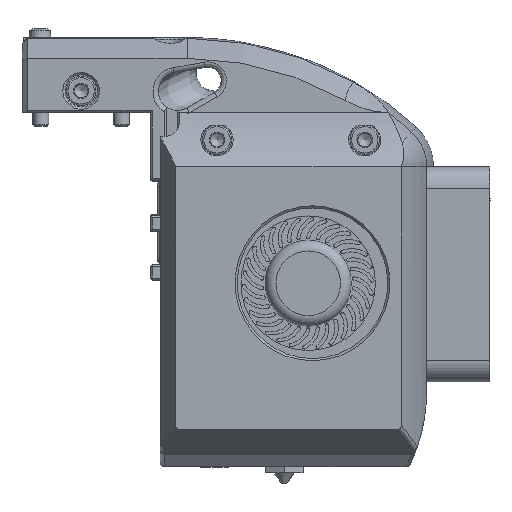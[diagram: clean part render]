
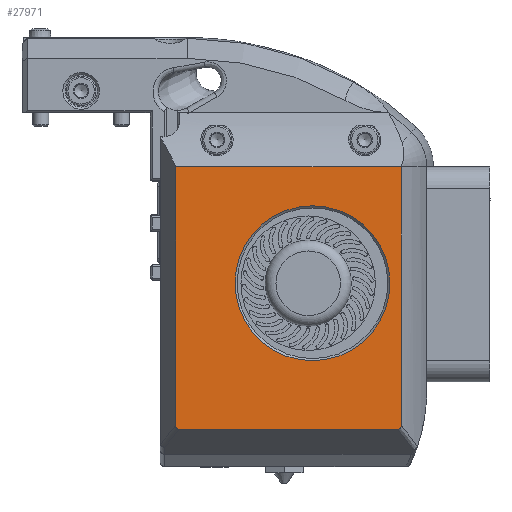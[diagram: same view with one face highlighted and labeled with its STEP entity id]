
A CAD part, left-side view. The second image highlights one B-rep face of the part: STEP entity #27971.
In plain terms, the highlighted planar face has unit normal (-1, 0, 0).
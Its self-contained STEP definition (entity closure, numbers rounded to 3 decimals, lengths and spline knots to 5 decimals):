
#212=ELLIPSE('',#30221,0.00108,0.0008);
#1453=B_SPLINE_CURVE_WITH_KNOTS('',3,(#48755,#48756,#48757,#48758,#48759),
 .UNSPECIFIED.,.F.,.F.,(4,1,4),(0.,0.00053,0.00106),
 .UNSPECIFIED.);
#2220=CIRCLE('',#30220,0.0144);
#7093=ORIENTED_EDGE('',*,*,#13133,.T.);
#7094=ORIENTED_EDGE('',*,*,#13134,.T.);
#7095=ORIENTED_EDGE('',*,*,#13135,.T.);
#7096=ORIENTED_EDGE('',*,*,#13136,.T.);
#7097=ORIENTED_EDGE('',*,*,#13137,.T.);
#7098=ORIENTED_EDGE('',*,*,#13138,.F.);
#7099=ORIENTED_EDGE('',*,*,#13139,.F.);
#13133=EDGE_CURVE('',#16484,#16484,#2220,.F.);
#13134=EDGE_CURVE('',#16485,#16486,#18890,.T.);
#13135=EDGE_CURVE('',#16486,#16487,#212,.T.);
#13136=EDGE_CURVE('',#16487,#16488,#18891,.T.);
#13137=EDGE_CURVE('',#16488,#16489,#1453,.T.);
#13138=EDGE_CURVE('',#16490,#16489,#18892,.T.);
#13139=EDGE_CURVE('',#16485,#16490,#18893,.T.);
#16484=VERTEX_POINT('',#48747);
#16485=VERTEX_POINT('',#48749);
#16486=VERTEX_POINT('',#48750);
#16487=VERTEX_POINT('',#48752);
#16488=VERTEX_POINT('',#48754);
#16489=VERTEX_POINT('',#48760);
#16490=VERTEX_POINT('',#48762);
#18890=LINE('',#48748,#21135);
#18891=LINE('',#48753,#21136);
#18892=LINE('',#48761,#21137);
#18893=LINE('',#48763,#21138);
#21135=VECTOR('',#35280,1.);
#21136=VECTOR('',#35283,1.);
#21137=VECTOR('',#35284,1.);
#21138=VECTOR('',#35285,1.);
#23193=EDGE_LOOP('',(#7093));
#23194=EDGE_LOOP('',(#7094,#7095,#7096,#7097,#7098,#7099));
#25256=FACE_BOUND('',#23193,.T.);
#25257=FACE_BOUND('',#23194,.T.);
#26682=PLANE('',#30219);
#27971=ADVANCED_FACE('',(#25256,#25257),#26682,.T.);
#30219=AXIS2_PLACEMENT_3D('',#48745,#35276,#35277);
#30220=AXIS2_PLACEMENT_3D('',#48746,#35278,#35279);
#30221=AXIS2_PLACEMENT_3D('',#48751,#35281,#35282);
#35276=DIRECTION('',(-1.,0.,0.));
#35277=DIRECTION('',(0.,-1.,0.));
#35278=DIRECTION('',(-1.,0.,0.));
#35279=DIRECTION('',(0.,0.,1.));
#35280=DIRECTION('',(0.,0.,-1.));
#35281=DIRECTION('',(-1.,0.,0.));
#35282=DIRECTION('',(0.,0.636,-0.772));
#35283=DIRECTION('',(0.,-1.,0.));
#35284=DIRECTION('',(0.,0.,-1.));
#35285=DIRECTION('',(0.,-1.,0.));
#48745=CARTESIAN_POINT('',(-0.0311,-0.03725,0.01117));
#48746=CARTESIAN_POINT('',(-0.0311,-0.053,-0.00165));
#48747=CARTESIAN_POINT('',(-0.0311,-0.053,0.01275));
#48748=CARTESIAN_POINT('',(-0.0311,-0.02759,0.01117));
#48749=CARTESIAN_POINT('',(-0.0311,-0.02759,0.02));
#48750=CARTESIAN_POINT('',(-0.0311,-0.02759,-0.02812));
#48751=CARTESIAN_POINT('',(-0.0311,-0.02851,-0.02784));
#48752=CARTESIAN_POINT('',(-0.0311,-0.02825,-0.02882));
#48753=CARTESIAN_POINT('',(-0.0311,-0.03725,-0.02882));
#48754=CARTESIAN_POINT('',(-0.0311,-0.06883,-0.02882));
#48755=CARTESIAN_POINT('',(-0.0311,-0.06883,-0.02882));
#48756=CARTESIAN_POINT('',(-0.0311,-0.069,-0.02882));
#48757=CARTESIAN_POINT('',(-0.0311,-0.06937,-0.02868));
#48758=CARTESIAN_POINT('',(-0.0311,-0.06948,-0.02831));
#48759=CARTESIAN_POINT('',(-0.0311,-0.06948,-0.02813));
#48760=CARTESIAN_POINT('',(-0.0311,-0.06948,-0.02813));
#48761=CARTESIAN_POINT('',(-0.0311,-0.06948,0.02));
#48762=CARTESIAN_POINT('',(-0.0311,-0.06948,0.02));
#48763=CARTESIAN_POINT('',(-0.0311,0.04296,0.02));
